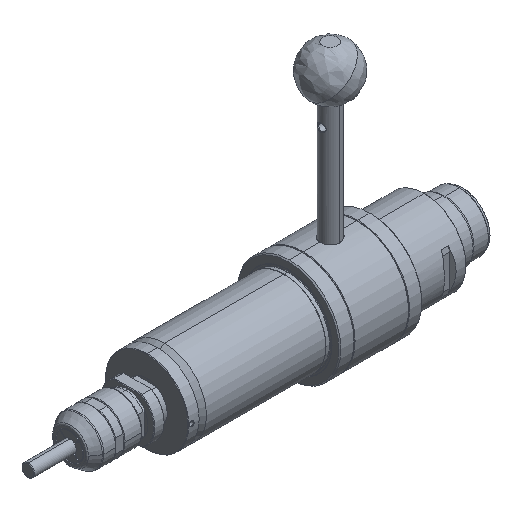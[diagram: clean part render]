
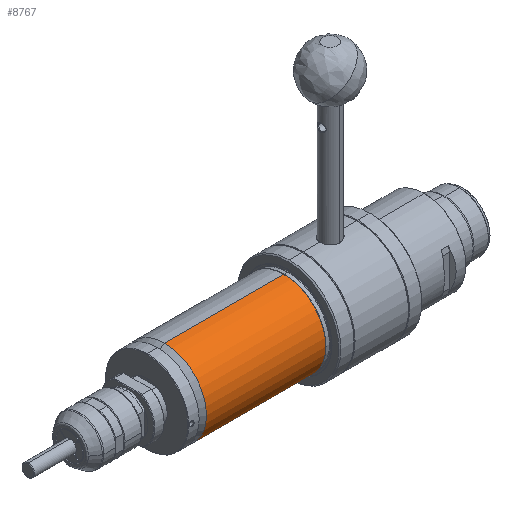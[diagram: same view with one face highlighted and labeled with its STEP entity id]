
A CAD part, isometric view. The second image highlights one B-rep face of the part: STEP entity #8767.
In plain terms, the highlighted cylindrical face has radius 20 mm (diameter 40 mm), a partial arc.
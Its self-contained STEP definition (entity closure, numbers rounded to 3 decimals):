
#105 = CARTESIAN_POINT ( 'NONE',  ( -3.048, 0., 0. ) ) ;
#368 = VECTOR ( 'NONE', #5653, 1000. ) ;
#622 = LINE ( 'NONE', #11005, #10141 ) ;
#886 = FACE_OUTER_BOUND ( 'NONE', #5282, .T. ) ;
#1754 = CIRCLE ( 'NONE', #12287, 20. ) ;
#1815 = AXIS2_PLACEMENT_3D ( 'NONE', #13085, #5566, #14350 ) ;
#2995 = EDGE_CURVE ( 'NONE', #3393, #8306, #14494, .T. ) ;
#3393 = VERTEX_POINT ( 'NONE', #16297 ) ;
#3468 = DIRECTION ( 'NONE',  ( -1., 0., 0. ) ) ;
#3573 = DIRECTION ( 'NONE',  ( -1., 0., 0. ) ) ;
#3867 = CARTESIAN_POINT ( 'NONE',  ( 62.1, 0., 20. ) ) ;
#5133 = ORIENTED_EDGE ( 'NONE', *, *, #15725, .T. ) ;
#5282 = EDGE_LOOP ( 'NONE', ( #15254, #8031, #5133, #9120 ) ) ;
#5566 = DIRECTION ( 'NONE',  ( 1., 0., 0. ) ) ;
#5653 = DIRECTION ( 'NONE',  ( -1., 0., 0. ) ) ;
#6145 = CIRCLE ( 'NONE', #1815, 20. ) ;
#6374 = DIRECTION ( 'NONE',  ( 0., 0., 1. ) ) ;
#7674 = CYLINDRICAL_SURFACE ( 'NONE', #15971, 20. ) ;
#8031 = ORIENTED_EDGE ( 'NONE', *, *, #10971, .T. ) ;
#8033 = CARTESIAN_POINT ( 'NONE',  ( -3.048, 0., -20. ) ) ;
#8306 = VERTEX_POINT ( 'NONE', #14326 ) ;
#8767 = ADVANCED_FACE ( 'NONE', ( #886 ), #7674, .T. ) ;
#8892 = DIRECTION ( 'NONE',  ( -1., 0., 0. ) ) ;
#9120 = ORIENTED_EDGE ( 'NONE', *, *, #15496, .T. ) ;
#10141 = VECTOR ( 'NONE', #3468, 1000. ) ;
#10971 = EDGE_CURVE ( 'NONE', #3393, #13886, #1754, .T. ) ;
#11005 = CARTESIAN_POINT ( 'NONE',  ( -3.048, 0., 20. ) ) ;
#11102 = CARTESIAN_POINT ( 'NONE',  ( 62.1, 0., 0. ) ) ;
#11364 = VERTEX_POINT ( 'NONE', #15509 ) ;
#12287 = AXIS2_PLACEMENT_3D ( 'NONE', #11102, #3573, #12355 ) ;
#12355 = DIRECTION ( 'NONE',  ( 0., 0., 1. ) ) ;
#13085 = CARTESIAN_POINT ( 'NONE',  ( 4.998, 0., 0. ) ) ;
#13886 = VERTEX_POINT ( 'NONE', #3867 ) ;
#14326 = CARTESIAN_POINT ( 'NONE',  ( 4.998, 0., -20. ) ) ;
#14350 = DIRECTION ( 'NONE',  ( 0., 0., 1. ) ) ;
#14494 = LINE ( 'NONE', #8033, #368 ) ;
#15254 = ORIENTED_EDGE ( 'NONE', *, *, #2995, .F. ) ;
#15496 = EDGE_CURVE ( 'NONE', #11364, #8306, #6145, .T. ) ;
#15509 = CARTESIAN_POINT ( 'NONE',  ( 4.998, 0., 20. ) ) ;
#15725 = EDGE_CURVE ( 'NONE', #13886, #11364, #622, .T. ) ;
#15971 = AXIS2_PLACEMENT_3D ( 'NONE', #105, #8892, #6374 ) ;
#16297 = CARTESIAN_POINT ( 'NONE',  ( 62.1, 0., -20. ) ) ;
